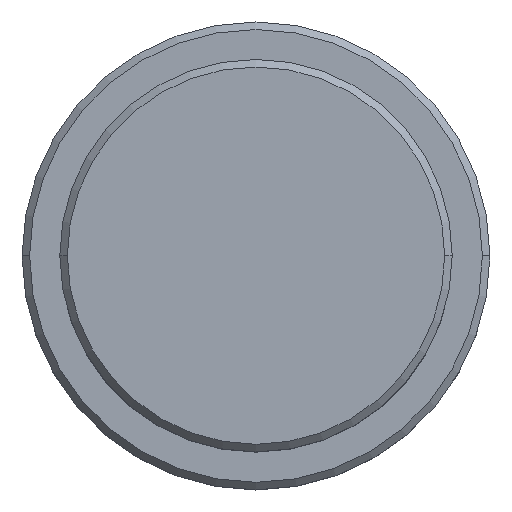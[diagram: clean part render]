
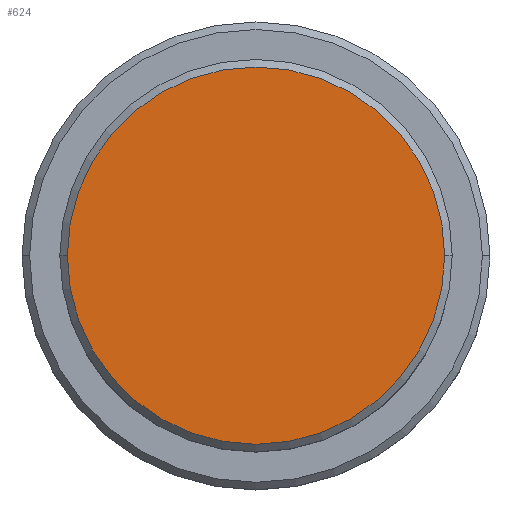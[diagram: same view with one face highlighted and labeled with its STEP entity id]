
A CAD part, top view. The second image highlights one B-rep face of the part: STEP entity #624.
In plain terms, the highlighted planar face has unit normal (0, 0, 1).
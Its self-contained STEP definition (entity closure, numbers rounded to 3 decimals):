
#3 = DIRECTION ( 'NONE',  ( 1., 0., 0. ) ) ;
#64 = VERTEX_POINT ( 'NONE', #652 ) ;
#89 = CARTESIAN_POINT ( 'NONE',  ( 0., 0., 0. ) ) ;
#101 = AXIS2_PLACEMENT_3D ( 'NONE', #322, #833, #1267 ) ;
#110 = FACE_OUTER_BOUND ( 'NONE', #1341, .T. ) ;
#172 = AXIS2_PLACEMENT_3D ( 'NONE', #89, #408, #506 ) ;
#288 = AXIS2_PLACEMENT_3D ( 'NONE', #543, #650, #3 ) ;
#322 = CARTESIAN_POINT ( 'NONE',  ( 0., 0., 0. ) ) ;
#355 = CIRCLE ( 'NONE', #172, 12.5 ) ;
#408 = DIRECTION ( 'NONE',  ( 0., 0., 1. ) ) ;
#453 = VERTEX_POINT ( 'NONE', #1076 ) ;
#506 = DIRECTION ( 'NONE',  ( 1., 0., 0. ) ) ;
#542 = EDGE_CURVE ( 'NONE', #453, #64, #355, .T. ) ;
#543 = CARTESIAN_POINT ( 'NONE',  ( 0., 0., 0. ) ) ;
#569 = ORIENTED_EDGE ( 'NONE', *, *, #604, .T. ) ;
#604 = EDGE_CURVE ( 'NONE', #64, #453, #1332, .T. ) ;
#624 = ADVANCED_FACE ( 'NONE', ( #110 ), #969, .T. ) ;
#650 = DIRECTION ( 'NONE',  ( 0., 0., 1. ) ) ;
#652 = CARTESIAN_POINT ( 'NONE',  ( 12.5, 0., 0. ) ) ;
#794 = ORIENTED_EDGE ( 'NONE', *, *, #542, .T. ) ;
#833 = DIRECTION ( 'NONE',  ( 0., 0., 1. ) ) ;
#969 = PLANE ( 'NONE',  #288 ) ;
#1076 = CARTESIAN_POINT ( 'NONE',  ( -12.5, 0., 0. ) ) ;
#1267 = DIRECTION ( 'NONE',  ( 1., 0., 0. ) ) ;
#1332 = CIRCLE ( 'NONE', #101, 12.5 ) ;
#1341 = EDGE_LOOP ( 'NONE', ( #794, #569 ) ) ;
